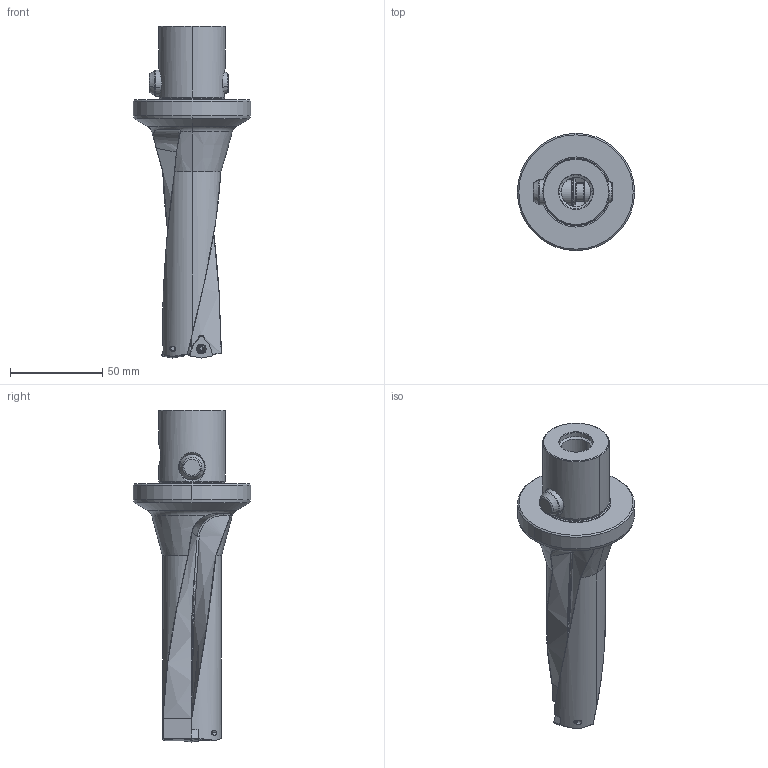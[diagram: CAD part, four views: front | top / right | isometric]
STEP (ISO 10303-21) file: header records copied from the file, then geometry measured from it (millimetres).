
FILE_DESCRIPTION(('no description'),'unknown implementation level');
FILE_NAME('90DA1FD8-DA93-4E93-8D3E-CFF28BB42524_export.stp',' ',('CIMSOURCE GmbH'),('CADClick - KiM GmbH - www.kimweb.de'),'unknown preprocess','ACIS','unknown authorization');
FILE_SCHEMA(('automotive_design'));
Length unit declared in the file: millimetre
Products named in the file (7): 336.733 Kaiser WB 33-99 X CK6|694.137 Kasier ETL M3,5 X 9,4 T10 IP 10S_Standard;NONE; 336.733 Kaiser WB 33-99 X CK6|336.733 Kaiser WB 33-99 X CK6_Standard-2;NONE; 336.733 Kaiser WB 33-99 X CK6|336.733 Kaiser WB 33-99 X CK6_Standard-1;NONE; 336.733 Kaiser WB 33-99 X CK6|336.733 Kaiser WB 33-99 X CK6_Standard;NONE; 336.733 Kaiser WB 33-99 X CK6|691.506 Kaiser ETL D14 X 43K_Standard|691.526 Mitnehmerbolzen_Standard;NONE; 336.733 Kaiser WB 33-99 X CK6|691.506 Kaiser ETL D14 X 43K_Standard|693.305 Sprengring_Standard;NONE
Bounding box: 63.5 x 63.5 x 180 mm (x, y, z)
Volume: 146482.4 mm3; surface area: 35074.6 mm2
Topology: 7 solids, 7 shells, 382 faces, 948 edges, 575 vertices
Faces by surface type: cylinder 123, plane 94, cone 77, bspline 43, torus 42, sphere 3
Entity records: 62222 total; most frequent: CARTESIAN_POINT 42558, STYLED_ITEM 1904, PRESENTATION_STYLE_ASSIGNMENT 1904, COLOUR_RGB 1904, ORIENTED_EDGE 1880, DIRECTION 1873, EDGE_CURVE 940, CURVE_STYLE 940
